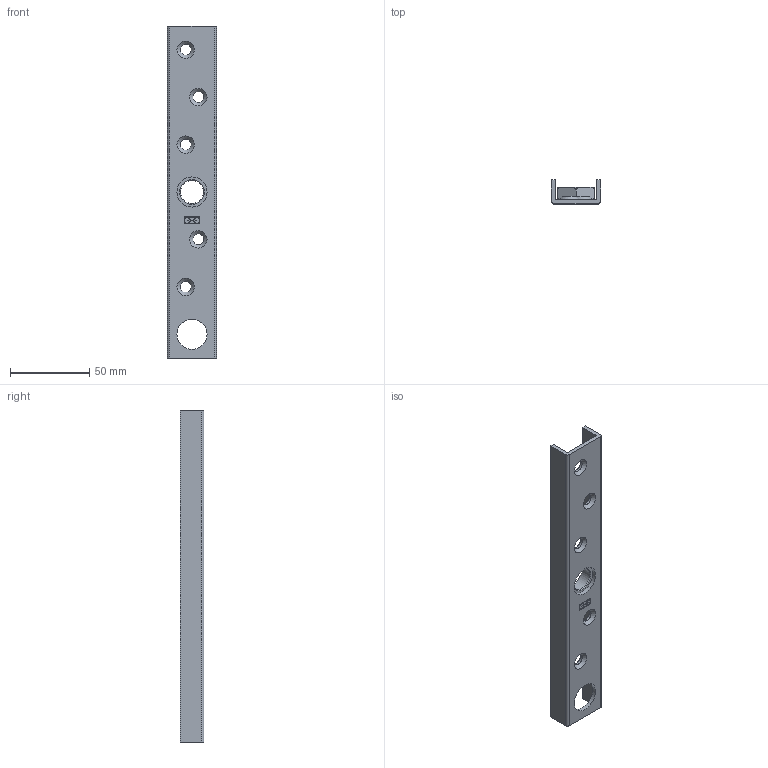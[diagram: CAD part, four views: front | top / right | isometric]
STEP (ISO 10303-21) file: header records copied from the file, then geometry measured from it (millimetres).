
FILE_DESCRIPTION(/* description */ (''),/* implementation_level */ '2;1');
FILE_NAME(/* name */ '0086W.stp',/* time_stamp */ '2022-05-20T10:53:04+02:00',/* author */ ('Giuliano'),/* organization */ (''),/* preprocessor_version */ 'ST-DEVELOPER v18.1',/* originating_system */ 'Autodesk Inventor 2021',/* authorisation */ '');
FILE_SCHEMA (('AUTOMOTIVE_DESIGN { 1 0 10303 214 3 1 1 }'));
Length unit declared in the file: millimetre
Products named in the file (3): 86W; 18593; 06065
Assembly tree (2 placements, depth 2):
  86W
    18593
    06065
Bounding box: 31 x 15 x 210 mm (x, y, z)
Volume: 30183.4 mm3; surface area: 25395 mm2
Topology: 2 solids, 2 shells, 94 faces, 233 edges, 142 vertices
Faces by surface type: plane 45, cylinder 20, cone 17, torus 12
Full cylindrical faces by diameter (mm): 7 x5, 14.7 x1, 19 x2
Entity records: 3101 total; most frequent: CARTESIAN_POINT 722, DIRECTION 477, ORIENTED_EDGE 466, EDGE_CURVE 233, AXIS2_PLACEMENT_3D 169, VERTEX_POINT 142, LINE 139, VECTOR 139
